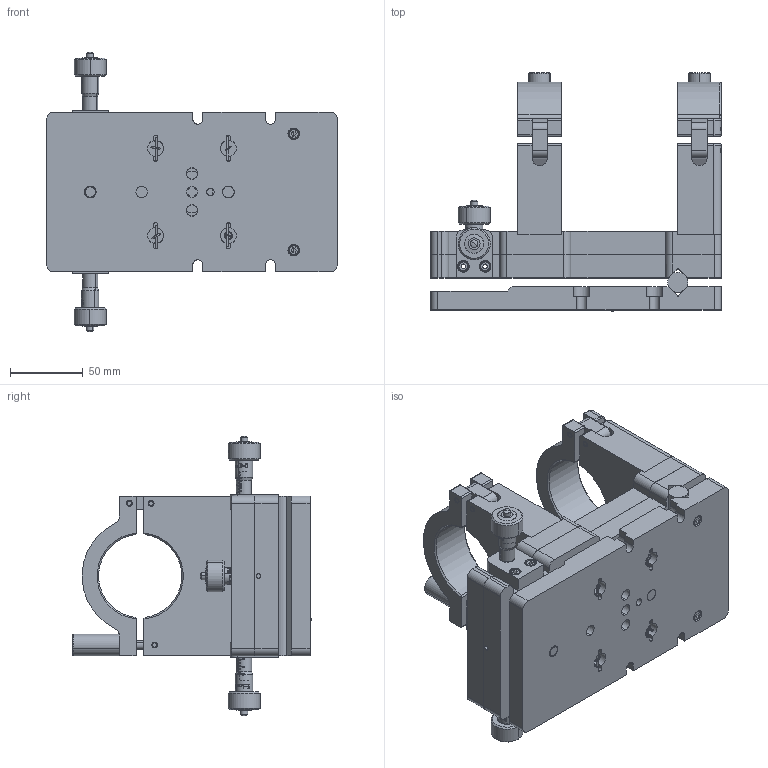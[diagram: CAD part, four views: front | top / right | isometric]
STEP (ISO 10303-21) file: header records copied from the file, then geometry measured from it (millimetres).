
FILE_DESCRIPTION (( 'STEP AP203' ), '1' );
FILE_NAME ('04VCM-057-2M.STEP', '2022-08-02T02:11:28', ( '' ), ( '' ), 'SwSTEP 2.0', 'SolidWorks 2021', '' );
FILE_SCHEMA (( 'CONFIG_CONTROL_DESIGN' ));
Length unit declared in the file: millimetre
Products named in the file (1): 04VCM-057-2M
Bounding box: 200 x 164.25 x 192 mm (x, y, z)
Surface area: 246120.9 mm2 (no closed solid volume)
Topology: 0 solids, 90 shells, 722 faces, 3417 edges, 2760 vertices
Faces by surface type: plane 326, cylinder 279, cone 68, torus 35, bspline 14
Entity records: 50715 total; most frequent: CARTESIAN_POINT 24037, DIRECTION 5217, ORIENTED_EDGE 4963, EDGE_CURVE 3411, VERTEX_POINT 2760, AXIS2_PLACEMENT_3D 1835, VECTOR 1547, LINE 1547
